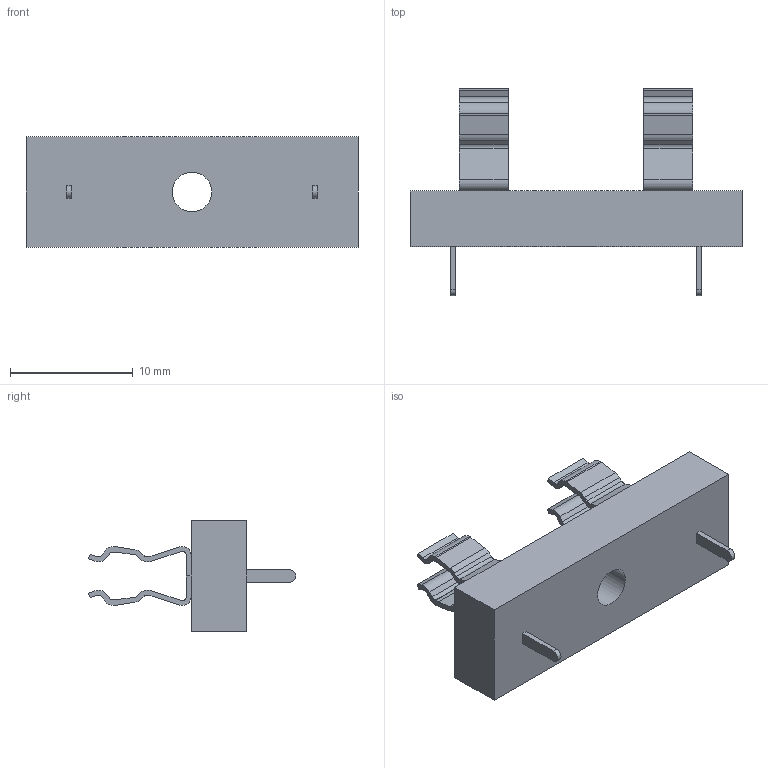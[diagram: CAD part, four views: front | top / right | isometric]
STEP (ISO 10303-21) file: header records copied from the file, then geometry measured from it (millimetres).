
FILE_DESCRIPTION(/* description */ (''),/* implementation_level */ '2;1');
FILE_NAME(/* name */ 'F-60-A v1.step',/* time_stamp */ '2020-08-03T16:03:44+09:00',/* author */ (''),/* organization */ (''),/* preprocessor_version */ 'ST-DEVELOPER v18.1',/* originating_system */ 'Autodesk Translation Framework v9.3.0.1241',/* authorisation */ '');
FILE_SCHEMA (('AUTOMOTIVE_DESIGN { 1 0 10303 214 3 1 1 }'));
Length unit declared in the file: millimetre
Products named in the file (2): F-60-A; F-60-A_1
Assembly tree (1 placements, depth 2):
  F-60-A
    F-60-A_1
Bounding box: 27 x 16.85 x 9 mm (x, y, z)
Volume: 1130.7 mm3; surface area: 1254.7 mm2
Topology: 7 solids, 7 shells, 135 faces, 383 edges, 262 vertices
Faces by surface type: plane 84, cylinder 51
Full cylindrical faces by diameter (mm): 3.2 x1
Entity records: 4484 total; most frequent: CARTESIAN_POINT 783, ORIENTED_EDGE 766, DIRECTION 761, EDGE_CURVE 383, LINE 281, VECTOR 281, VERTEX_POINT 262, AXIS2_PLACEMENT_3D 240
